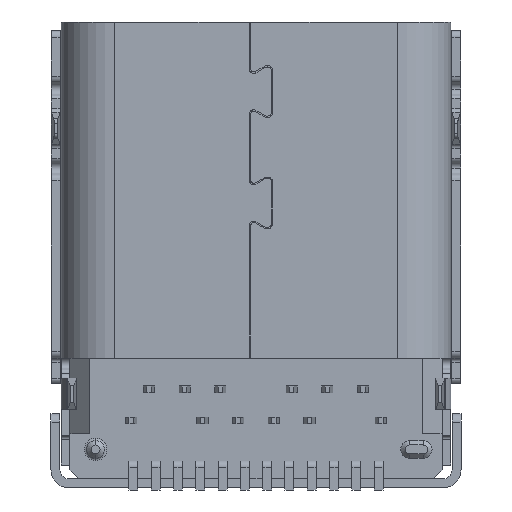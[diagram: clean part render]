
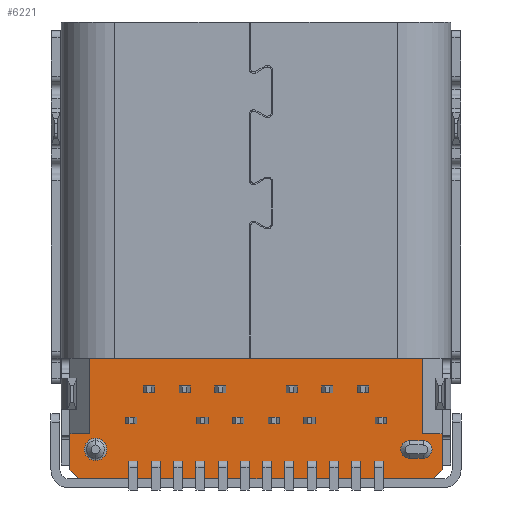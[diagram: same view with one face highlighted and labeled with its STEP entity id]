
A CAD part, front view. The second image highlights one B-rep face of the part: STEP entity #6221.
In plain terms, the highlighted planar face has unit normal (0, -1, 0).
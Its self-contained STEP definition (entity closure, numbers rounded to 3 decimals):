
#228 = VERTEX_POINT ( 'NONE', #33385 ) ;
#394 = CARTESIAN_POINT ( 'NONE',  ( -4.175, -1.48, -10.05 ) ) ;
#1250 = DIRECTION ( 'NONE',  ( -1., 0., 0. ) ) ;
#1638 = ORIENTED_EDGE ( 'NONE', *, *, #6445, .F. ) ;
#4700 = VECTOR ( 'NONE', #34804, 1000. ) ;
#4955 = VERTEX_POINT ( 'NONE', #74389 ) ;
#5516 = DIRECTION ( 'NONE',  ( 0., -1., 0. ) ) ;
#5881 = ORIENTED_EDGE ( 'NONE', *, *, #83198, .F. ) ;
#6221 = ADVANCED_FACE ( 'NONE', ( #28342, #10603, #71860 ), #21177, .T. ) ;
#6308 = EDGE_LOOP ( 'NONE', ( #40576, #73821 ) ) ;
#6445 = EDGE_CURVE ( 'NONE', #78400, #56802, #53243, .T. ) ;
#7112 = ORIENTED_EDGE ( 'NONE', *, *, #65620, .T. ) ;
#10163 = DIRECTION ( 'NONE',  ( 0., 0., -1. ) ) ;
#10428 = DIRECTION ( 'NONE',  ( 0., 0., 1. ) ) ;
#10603 = FACE_BOUND ( 'NONE', #6308, .T. ) ;
#10768 = CARTESIAN_POINT ( 'NONE',  ( -3.729, -1.48, -9.24 ) ) ;
#11928 = VECTOR ( 'NONE', #82771, 1000. ) ;
#13922 = EDGE_CURVE ( 'NONE', #15657, #54919, #76538, .T. ) ;
#14113 = DIRECTION ( 'NONE',  ( 0., -1., 0. ) ) ;
#14586 = CARTESIAN_POINT ( 'NONE',  ( -3.6, -1.48, -9.34 ) ) ;
#14693 = DIRECTION ( 'NONE',  ( 0.707, 0., 0.707 ) ) ;
#15657 = VERTEX_POINT ( 'NONE', #31641 ) ;
#17199 = DIRECTION ( 'NONE',  ( 0., 0., 1. ) ) ;
#17382 = CARTESIAN_POINT ( 'NONE',  ( 3.75, -1.48, -9.39 ) ) ;
#17748 = CARTESIAN_POINT ( 'NONE',  ( -3.175, -1.48, -7.54 ) ) ;
#19410 = CARTESIAN_POINT ( 'NONE',  ( 3.45, -1.48, -9.79 ) ) ;
#20528 = VECTOR ( 'NONE', #34000, 1000. ) ;
#20677 = VERTEX_POINT ( 'NONE', #55806 ) ;
#21139 = ORIENTED_EDGE ( 'NONE', *, *, #35265, .T. ) ;
#21177 = PLANE ( 'NONE',  #63159 ) ;
#22486 = VECTOR ( 'NONE', #58563, 1000. ) ;
#22766 = ORIENTED_EDGE ( 'NONE', *, *, #78663, .F. ) ;
#22940 = VERTEX_POINT ( 'NONE', #24895 ) ;
#23033 = ORIENTED_EDGE ( 'NONE', *, *, #47085, .T. ) ;
#23447 = LINE ( 'NONE', #62671, #11928 ) ;
#23494 = CARTESIAN_POINT ( 'NONE',  ( 3.45, -1.48, -9.79 ) ) ;
#23658 = VECTOR ( 'NONE', #17199, 1000. ) ;
#23889 = EDGE_CURVE ( 'NONE', #15657, #228, #23447, .T. ) ;
#24895 = CARTESIAN_POINT ( 'NONE',  ( -3.975, -1.48, -10.25 ) ) ;
#25083 = DIRECTION ( 'NONE',  ( 0., 0., 1. ) ) ;
#25364 = CARTESIAN_POINT ( 'NONE',  ( 3.729, -1.48, -9.24 ) ) ;
#25999 = DIRECTION ( 'NONE',  ( 0., -1., 0. ) ) ;
#26714 = DIRECTION ( 'NONE',  ( 0., -1., 0. ) ) ;
#26831 = CARTESIAN_POINT ( 'NONE',  ( 3.975, -1.48, -10.25 ) ) ;
#27470 = VERTEX_POINT ( 'NONE', #17382 ) ;
#28009 = VERTEX_POINT ( 'NONE', #43338 ) ;
#28342 = FACE_OUTER_BOUND ( 'NONE', #49251, .T. ) ;
#28569 = AXIS2_PLACEMENT_3D ( 'NONE', #53857, #14113, #60485 ) ;
#29756 = CARTESIAN_POINT ( 'NONE',  ( -3.6, -1.48, -9.59 ) ) ;
#30310 = CIRCLE ( 'NONE', #50463, 0.25 ) ;
#31085 = ORIENTED_EDGE ( 'NONE', *, *, #23889, .F. ) ;
#31379 = CARTESIAN_POINT ( 'NONE',  ( -3.729, -1.48, -7.54 ) ) ;
#31641 = CARTESIAN_POINT ( 'NONE',  ( 3.729, -1.48, -9.24 ) ) ;
#32837 = CARTESIAN_POINT ( 'NONE',  ( 3.75, -1.48, -9.79 ) ) ;
#33385 = CARTESIAN_POINT ( 'NONE',  ( 4.175, -1.48, -9.24 ) ) ;
#33945 = ORIENTED_EDGE ( 'NONE', *, *, #13922, .T. ) ;
#34000 = DIRECTION ( 'NONE',  ( 0.707, 0., -0.707 ) ) ;
#34310 = CARTESIAN_POINT ( 'NONE',  ( 4.175, -1.48, -10.05 ) ) ;
#34804 = DIRECTION ( 'NONE',  ( 1., 0., 0. ) ) ;
#35265 = EDGE_CURVE ( 'NONE', #22940, #47772, #57375, .T. ) ;
#35422 = VECTOR ( 'NONE', #10163, 1000. ) ;
#35819 = VERTEX_POINT ( 'NONE', #31379 ) ;
#36957 = CARTESIAN_POINT ( 'NONE',  ( -4.175, -1.48, 0. ) ) ;
#39302 = DIRECTION ( 'NONE',  ( 1., 0., 0. ) ) ;
#40576 = ORIENTED_EDGE ( 'NONE', *, *, #46920, .F. ) ;
#41313 = LINE ( 'NONE', #10768, #23658 ) ;
#42255 = VERTEX_POINT ( 'NONE', #14586 ) ;
#42336 = LINE ( 'NONE', #68331, #85860 ) ;
#42698 = EDGE_CURVE ( 'NONE', #54919, #35819, #57671, .T. ) ;
#43338 = CARTESIAN_POINT ( 'NONE',  ( 3.45, -1.48, -9.39 ) ) ;
#44813 = EDGE_CURVE ( 'NONE', #71861, #42255, #30310, .T. ) ;
#44996 = DIRECTION ( 'NONE',  ( 0., 0., 1. ) ) ;
#46604 = ORIENTED_EDGE ( 'NONE', *, *, #52199, .F. ) ;
#46920 = EDGE_CURVE ( 'NONE', #42255, #71861, #84892, .T. ) ;
#47085 = EDGE_CURVE ( 'NONE', #74728, #228, #72272, .T. ) ;
#47730 = LINE ( 'NONE', #36957, #35422 ) ;
#47772 = VERTEX_POINT ( 'NONE', #26831 ) ;
#48349 = CARTESIAN_POINT ( 'NONE',  ( -3.729, -1.48, -9.24 ) ) ;
#48792 = LINE ( 'NONE', #54983, #84121 ) ;
#49251 = EDGE_LOOP ( 'NONE', ( #5881, #22766, #7112, #65253, #21139, #58367, #23033, #31085, #33945, #66003 ) ) ;
#50463 = AXIS2_PLACEMENT_3D ( 'NONE', #29756, #5516, #71121 ) ;
#51886 = CARTESIAN_POINT ( 'NONE',  ( 4.175, -1.48, 0. ) ) ;
#52199 = EDGE_CURVE ( 'NONE', #28009, #78400, #58650, .T. ) ;
#52203 = CARTESIAN_POINT ( 'NONE',  ( -3.6, -1.48, -9.84 ) ) ;
#53063 = CARTESIAN_POINT ( 'NONE',  ( -1.413, -1.48, -3.365 ) ) ;
#53243 = LINE ( 'NONE', #23494, #68794 ) ;
#53857 = CARTESIAN_POINT ( 'NONE',  ( 3.45, -1.48, -9.59 ) ) ;
#54919 = VERTEX_POINT ( 'NONE', #67772 ) ;
#54983 = CARTESIAN_POINT ( 'NONE',  ( 7.113, -1.48, -7.112 ) ) ;
#55806 = CARTESIAN_POINT ( 'NONE',  ( -3.729, -1.48, -9.24 ) ) ;
#56802 = VERTEX_POINT ( 'NONE', #32837 ) ;
#57375 = LINE ( 'NONE', #64149, #70867 ) ;
#57671 = LINE ( 'NONE', #17748, #22486 ) ;
#57777 = VECTOR ( 'NONE', #44996, 1000. ) ;
#58367 = ORIENTED_EDGE ( 'NONE', *, *, #64813, .T. ) ;
#58563 = DIRECTION ( 'NONE',  ( -1., 0., 0. ) ) ;
#58650 = CIRCLE ( 'NONE', #28569, 0.2 ) ;
#60408 = EDGE_LOOP ( 'NONE', ( #1638, #46604, #84340, #71834 ) ) ;
#60485 = DIRECTION ( 'NONE',  ( 0., 0., -1. ) ) ;
#61519 = EDGE_CURVE ( 'NONE', #85546, #22940, #74455, .T. ) ;
#62671 = CARTESIAN_POINT ( 'NONE',  ( 3.729, -1.48, -9.24 ) ) ;
#63159 = AXIS2_PLACEMENT_3D ( 'NONE', #53063, #26714, #67514 ) ;
#64149 = CARTESIAN_POINT ( 'NONE',  ( 0., -1.48, -10.25 ) ) ;
#64813 = EDGE_CURVE ( 'NONE', #47772, #74728, #48792, .T. ) ;
#65253 = ORIENTED_EDGE ( 'NONE', *, *, #61519, .T. ) ;
#65620 = EDGE_CURVE ( 'NONE', #4955, #85546, #47730, .T. ) ;
#66003 = ORIENTED_EDGE ( 'NONE', *, *, #42698, .T. ) ;
#67514 = DIRECTION ( 'NONE',  ( 0., 0., 1. ) ) ;
#67772 = CARTESIAN_POINT ( 'NONE',  ( 3.729, -1.48, -7.54 ) ) ;
#68331 = CARTESIAN_POINT ( 'NONE',  ( 3.45, -1.48, -9.39 ) ) ;
#68794 = VECTOR ( 'NONE', #69809, 1000. ) ;
#69809 = DIRECTION ( 'NONE',  ( 1., 0., 0. ) ) ;
#69890 = CARTESIAN_POINT ( 'NONE',  ( -3.6, -1.48, -9.59 ) ) ;
#70867 = VECTOR ( 'NONE', #39302, 1000. ) ;
#71121 = DIRECTION ( 'NONE',  ( 0., 0., 1. ) ) ;
#71834 = ORIENTED_EDGE ( 'NONE', *, *, #80773, .F. ) ;
#71860 = FACE_BOUND ( 'NONE', #60408, .T. ) ;
#71861 = VERTEX_POINT ( 'NONE', #52203 ) ;
#72255 = LINE ( 'NONE', #48349, #4700 ) ;
#72272 = LINE ( 'NONE', #51886, #57777 ) ;
#73057 = AXIS2_PLACEMENT_3D ( 'NONE', #84887, #25999, #79058 ) ;
#73821 = ORIENTED_EDGE ( 'NONE', *, *, #44813, .F. ) ;
#73942 = CARTESIAN_POINT ( 'NONE',  ( -7.113, -1.48, -7.113 ) ) ;
#74389 = CARTESIAN_POINT ( 'NONE',  ( -4.175, -1.48, -9.24 ) ) ;
#74455 = LINE ( 'NONE', #73942, #20528 ) ;
#74728 = VERTEX_POINT ( 'NONE', #34310 ) ;
#75534 = VECTOR ( 'NONE', #25083, 1000. ) ;
#75664 = AXIS2_PLACEMENT_3D ( 'NONE', #69890, #76063, #10428 ) ;
#76063 = DIRECTION ( 'NONE',  ( 0., -1., 0. ) ) ;
#76538 = LINE ( 'NONE', #25364, #75534 ) ;
#78400 = VERTEX_POINT ( 'NONE', #19410 ) ;
#78612 = EDGE_CURVE ( 'NONE', #27470, #28009, #42336, .T. ) ;
#78663 = EDGE_CURVE ( 'NONE', #4955, #20677, #72255, .T. ) ;
#79058 = DIRECTION ( 'NONE',  ( 0., 0., -1. ) ) ;
#80773 = EDGE_CURVE ( 'NONE', #56802, #27470, #85714, .T. ) ;
#82771 = DIRECTION ( 'NONE',  ( 1., 0., 0. ) ) ;
#83198 = EDGE_CURVE ( 'NONE', #20677, #35819, #41313, .T. ) ;
#84121 = VECTOR ( 'NONE', #14693, 1000. ) ;
#84340 = ORIENTED_EDGE ( 'NONE', *, *, #78612, .F. ) ;
#84887 = CARTESIAN_POINT ( 'NONE',  ( 3.75, -1.48, -9.59 ) ) ;
#84892 = CIRCLE ( 'NONE', #75664, 0.25 ) ;
#85546 = VERTEX_POINT ( 'NONE', #394 ) ;
#85714 = CIRCLE ( 'NONE', #73057, 0.2 ) ;
#85860 = VECTOR ( 'NONE', #1250, 1000. ) ;
